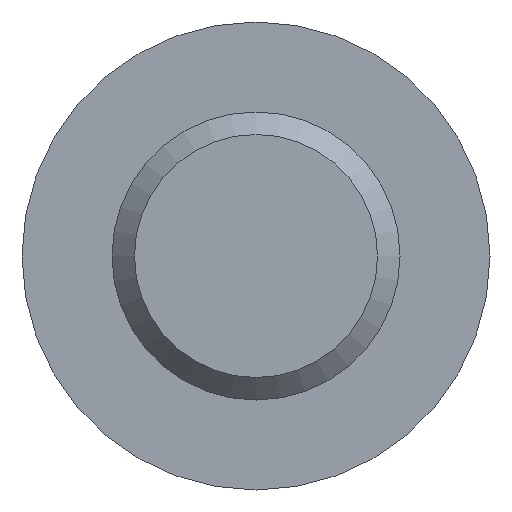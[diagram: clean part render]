
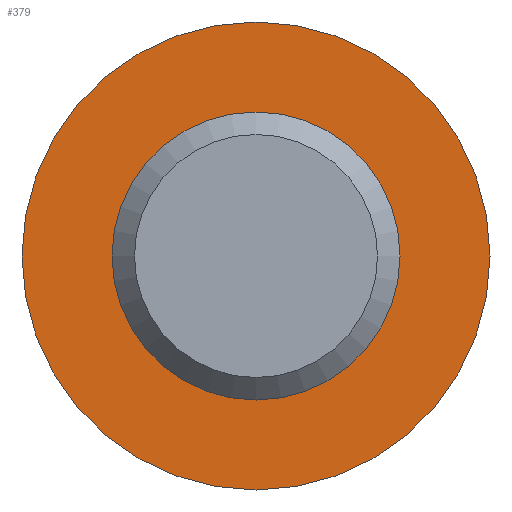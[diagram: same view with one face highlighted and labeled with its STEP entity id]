
A CAD part, front view. The second image highlights one B-rep face of the part: STEP entity #379.
In plain terms, the highlighted planar face has unit normal (0, -1, 0).
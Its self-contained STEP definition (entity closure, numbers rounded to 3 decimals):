
#5 = AXIS2_PLACEMENT_3D ( 'NONE', #279, #180, #453 ) ;
#16 = AXIS2_PLACEMENT_3D ( 'NONE', #304, #25, #401 ) ;
#21 = EDGE_LOOP ( 'NONE', ( #329 ) ) ;
#25 = DIRECTION ( 'NONE',  ( 0., -1., 0. ) ) ;
#72 = CARTESIAN_POINT ( 'NONE',  ( -4., 12., 0. ) ) ;
#93 = CIRCLE ( 'NONE', #5, 4. ) ;
#101 = VERTEX_POINT ( 'NONE', #267 ) ;
#113 = DIRECTION ( 'NONE',  ( 0., 1., 0. ) ) ;
#180 = DIRECTION ( 'NONE',  ( 0., -1., 0. ) ) ;
#192 = FACE_OUTER_BOUND ( 'NONE', #21, .T. ) ;
#195 = FACE_BOUND ( 'NONE', #466, .T. ) ;
#197 = PLANE ( 'NONE',  #462 ) ;
#199 = EDGE_CURVE ( 'NONE', #301, #301, #419, .T. ) ;
#209 = EDGE_CURVE ( 'NONE', #101, #101, #93, .T. ) ;
#267 = CARTESIAN_POINT ( 'NONE',  ( 0., 12., -4. ) ) ;
#279 = CARTESIAN_POINT ( 'NONE',  ( 0., 12., 0. ) ) ;
#301 = VERTEX_POINT ( 'NONE', #475 ) ;
#304 = CARTESIAN_POINT ( 'NONE',  ( 0., 12., 0. ) ) ;
#320 = ORIENTED_EDGE ( 'NONE', *, *, #209, .F. ) ;
#329 = ORIENTED_EDGE ( 'NONE', *, *, #199, .T. ) ;
#360 = DIRECTION ( 'NONE',  ( 0., 0., 1. ) ) ;
#379 = ADVANCED_FACE ( 'NONE', ( #195, #192 ), #197, .F. ) ;
#401 = DIRECTION ( 'NONE',  ( 0., 0., -1. ) ) ;
#419 = CIRCLE ( 'NONE', #16, 6.5 ) ;
#453 = DIRECTION ( 'NONE',  ( 0., 0., -1. ) ) ;
#462 = AXIS2_PLACEMENT_3D ( 'NONE', #72, #113, #360 ) ;
#466 = EDGE_LOOP ( 'NONE', ( #320 ) ) ;
#475 = CARTESIAN_POINT ( 'NONE',  ( 0., 12., -6.5 ) ) ;
